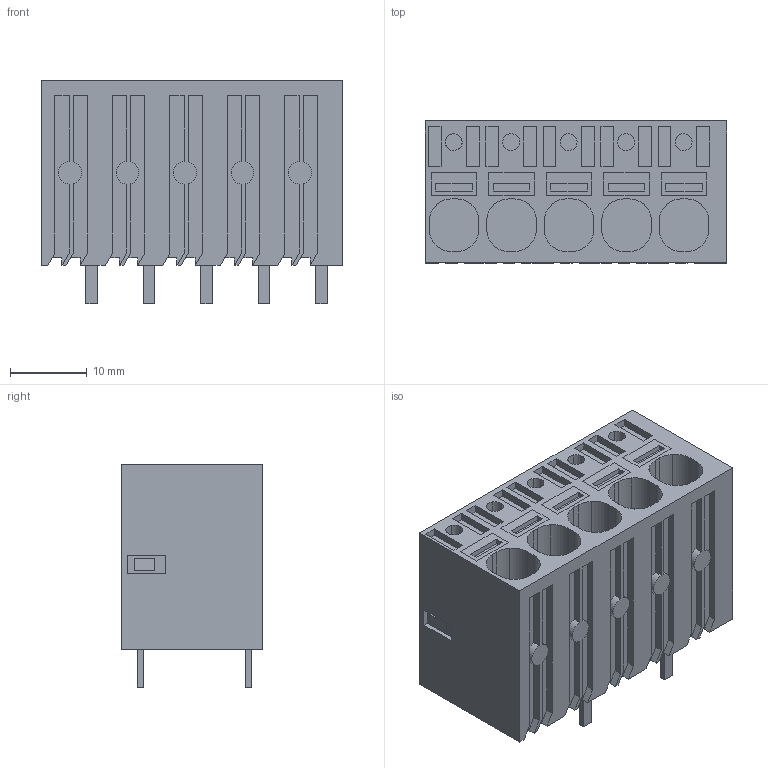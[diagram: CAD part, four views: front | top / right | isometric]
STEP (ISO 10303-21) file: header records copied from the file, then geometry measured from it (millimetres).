
FILE_DESCRIPTION(('CATIA V5 STEP Exchange','CAx-IF Rec.Pracs.--- Model Styling and Organization---1.4--- 2014-01-23'),'2;1');
FILE_NAME ('D1462819_1_2491650000_2491650000.stp','2018-11-19T15:30:41+00:00',('none'),('Weidmueller'),'CATIA Version 5-6 Release 2016 SP3 HF44','CATIA V5 STEP AP214','none');
FILE_SCHEMA(('AUTOMOTIVE_DESIGN { 1 0 10303 214 1 1 1 1 }'));
Length unit declared in the file: millimetre
Products named in the file (1): 2491650000
Bounding box: 39.3 x 18.5 x 29.15 mm (x, y, z)
Volume: 15463.3 mm3; surface area: 6883 mm2
Topology: 11 solids, 11 shells, 415 faces, 1071 edges, 710 vertices
Faces by surface type: plane 355, cylinder 60
Entity records: 12168 total; most frequent: ORIENTED_EDGE 2142, CARTESIAN_POINT 2091, DIRECTION 1655, EDGE_CURVE 1071, VECTOR 951, LINE 951, VERTEX_POINT 710, EDGE_LOOP 447
